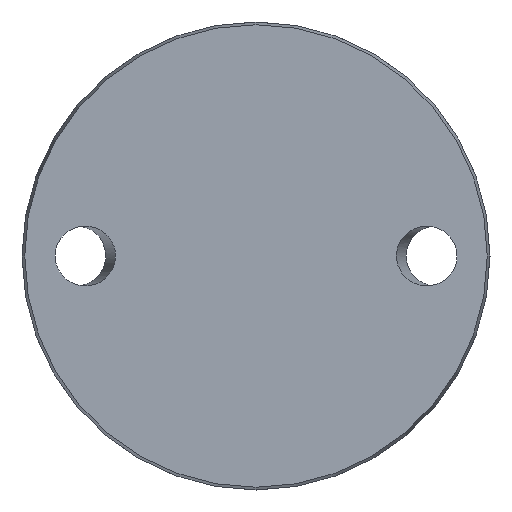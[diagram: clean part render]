
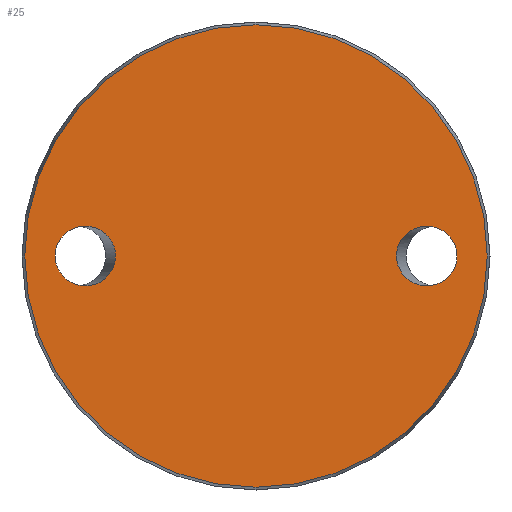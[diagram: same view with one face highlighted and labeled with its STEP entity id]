
A CAD part, front view. The second image highlights one B-rep face of the part: STEP entity #25.
In plain terms, the highlighted planar face has unit normal (0, -1, 0).
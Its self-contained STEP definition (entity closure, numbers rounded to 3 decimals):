
#13 = CARTESIAN_POINT ( 'NONE',  ( -42.087, 0., 12.5 ) ) ;
#22 = CARTESIAN_POINT ( 'NONE',  ( 29.413, 0., 0. ) ) ;
#25 = ADVANCED_FACE ( 'NONE', ( #326, #320, #533 ), #399, .F. ) ;
#29 = CARTESIAN_POINT ( 'NONE',  ( 42.087, 0., 12.5 ) ) ;
#30 = CIRCLE ( 'NONE', #703, 48.425 ) ;
#31 = CARTESIAN_POINT ( 'NONE',  ( -42.087, 0., -12.5 ) ) ;
#62 = ORIENTED_EDGE ( 'NONE', *, *, #373, .T. ) ;
#84 = DIRECTION ( 'NONE',  ( 0., 1., 0. ) ) ;
#91 = CARTESIAN_POINT ( 'NONE',  ( 42.087, 0., 0. ) ) ;
#99 = CARTESIAN_POINT ( 'NONE',  ( -29.413, 0., 0. ) ) ;
#101 = EDGE_LOOP ( 'NONE', ( #796 ) ) ;
#122 = VERTEX_POINT ( 'NONE', #730 ) ;
#168 = CARTESIAN_POINT ( 'NONE',  ( -42.087, 0., 0. ) ) ;
#170 = DIRECTION ( 'NONE',  ( 0., 0., 1. ) ) ;
#172 = CARTESIAN_POINT ( 'NONE',  ( -29.413, 0., 12.5 ) ) ;
#207 = ORIENTED_EDGE ( 'NONE', *, *, #472, .T. ) ;
#241 = CARTESIAN_POINT ( 'NONE',  ( 42.087, 0., -12.5 ) ) ;
#320 = FACE_BOUND ( 'NONE', #101, .T. ) ;
#321 = EDGE_LOOP ( 'NONE', ( #207 ) ) ;
#326 = FACE_BOUND ( 'NONE', #433, .T. ) ;
#328 = CARTESIAN_POINT ( 'NONE',  ( 29.413, 0., 12.5 ) ) ;
#335 = CARTESIAN_POINT ( 'NONE',  ( 0., 0., 0. ) ) ;
#373 = EDGE_CURVE ( 'NONE', #740, #740, #745, .T. ) ;
#399 = PLANE ( 'NONE',  #645 ) ;
#433 = EDGE_LOOP ( 'NONE', ( #62 ) ) ;
#472 = EDGE_CURVE ( 'NONE', #122, #122, #30, .T. ) ;
#498 = CARTESIAN_POINT ( 'NONE',  ( 29.413, 0., 0. ) ) ;
#525 =( BOUNDED_CURVE ( )  B_SPLINE_CURVE ( 3, ( #22, #554, #241, #91, #29, #328, #852 ),
 .UNSPECIFIED., .T., .F. ) 
 B_SPLINE_CURVE_WITH_KNOTS ( ( 4, 3, 4 ),
 ( 0., 3.142, 6.283 ),
 .UNSPECIFIED. ) 
 CURVE ( )  GEOMETRIC_REPRESENTATION_ITEM ( )  RATIONAL_B_SPLINE_CURVE ( ( 1., 0.333, 0.333, 1., 0.333, 0.333, 1. ) ) 
 REPRESENTATION_ITEM ( '' )  );
#533 = FACE_OUTER_BOUND ( 'NONE', #321, .T. ) ;
#554 = CARTESIAN_POINT ( 'NONE',  ( 29.413, 0., -12.5 ) ) ;
#566 = CARTESIAN_POINT ( 'NONE',  ( -42.087, 0., 0. ) ) ;
#576 = DIRECTION ( 'NONE',  ( 0., -1., 0. ) ) ;
#589 = VERTEX_POINT ( 'NONE', #498 ) ;
#612 = CARTESIAN_POINT ( 'NONE',  ( -42.087, 0., 0. ) ) ;
#634 = CARTESIAN_POINT ( 'NONE',  ( -48.425, 0., 0. ) ) ;
#645 = AXIS2_PLACEMENT_3D ( 'NONE', #634, #84, #170 ) ;
#648 = DIRECTION ( 'NONE',  ( 0., 0., -1. ) ) ;
#702 = CARTESIAN_POINT ( 'NONE',  ( -29.413, 0., -12.5 ) ) ;
#703 = AXIS2_PLACEMENT_3D ( 'NONE', #335, #576, #648 ) ;
#730 = CARTESIAN_POINT ( 'NONE',  ( 0., 0., -48.425 ) ) ;
#740 = VERTEX_POINT ( 'NONE', #566 ) ;
#745 =( BOUNDED_CURVE ( )  B_SPLINE_CURVE ( 3, ( #168, #13, #172, #99, #702, #31, #612 ),
 .UNSPECIFIED., .T., .T. ) 
 B_SPLINE_CURVE_WITH_KNOTS ( ( 4, 3, 4 ),
 ( 0., 3.142, 6.283 ),
 .UNSPECIFIED. ) 
 CURVE ( )  GEOMETRIC_REPRESENTATION_ITEM ( )  RATIONAL_B_SPLINE_CURVE ( ( 1., 0.333, 0.333, 1., 0.333, 0.333, 1. ) ) 
 REPRESENTATION_ITEM ( '' )  );
#796 = ORIENTED_EDGE ( 'NONE', *, *, #860, .F. ) ;
#852 = CARTESIAN_POINT ( 'NONE',  ( 29.413, 0., 0. ) ) ;
#860 = EDGE_CURVE ( 'NONE', #589, #589, #525, .T. ) ;
